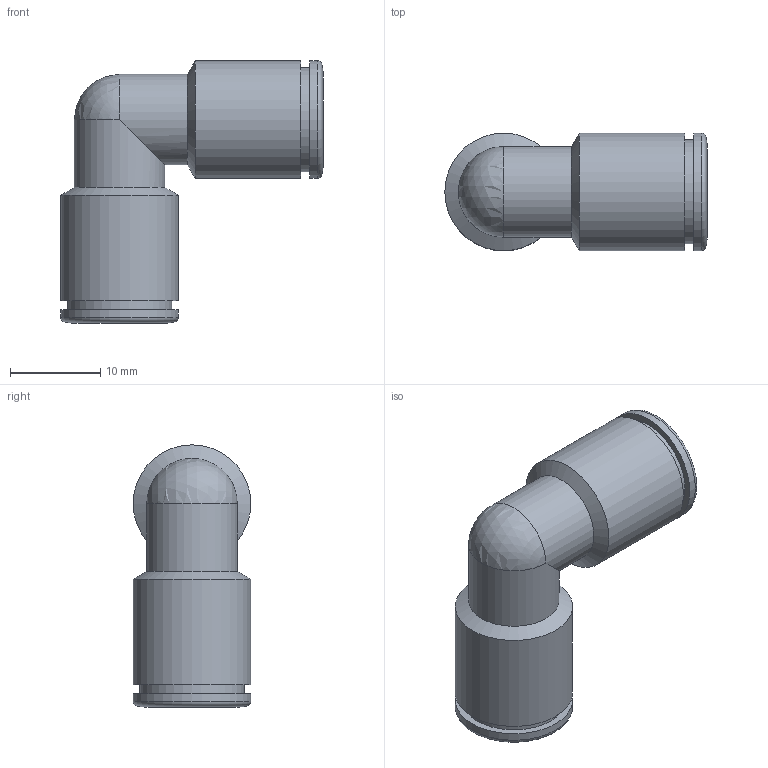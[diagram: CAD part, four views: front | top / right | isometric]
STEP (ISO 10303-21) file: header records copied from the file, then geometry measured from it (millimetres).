
FILE_DESCRIPTION(/* description */ (''),/* implementation_level */ '2;1');
FILE_NAME(/* name */ 'V200404_IPSO_04_FKM_8_24.07.2015',/* time_stamp */ '2015-07-24T11:20:26+02:00',/* author */ (''),/* organization */ ('sopra-pneumatic'),/* preprocessor_version */ 'ST-DEVELOPER v14',/* originating_system */ 'HiCAD 2013 1802.4 Build 509',/* authorisation */ '');
FILE_SCHEMA (('AUTOMOTIVE_DESIGN { 1 0 10303 214 1 1 1 1 }'));
Length unit declared in the file: millimetre
Products named in the file (4): Root; DR8-1_NEU; R200404-N
Assembly tree (3 placements, depth 2):
  Root
    DR8-1_NEU
    DR8-1_NEU
    R200404-N
Bounding box: 29 x 13 x 29 mm (x, y, z)
Volume: 2267.5 mm3; surface area: 4263.9 mm2
Topology: 3 solids, 3 shells, 61 faces, 119 edges, 64 vertices
Faces by surface type: cylinder 26, cone 22, plane 10, torus 2, sphere 1
Full cylindrical faces by diameter (mm): 7 x2, 8.1 x2, 8.2 x2, 10 x2, 10.1 x2, 11 x2, 11.5 x2, 11.6 x2, 13 x4
Entity records: 4358 total; most frequent: CARTESIAN_POINT 2522, DIRECTION 262, PRESENTATION_STYLE_ASSIGNMENT 141, COLOUR_RGB 139, DRAUGHTING_PRE_DEFINED_CURVE_FONT 138, CURVE_STYLE 138, OVER_RIDING_STYLED_ITEM 138, ORIENTED_EDGE 138
